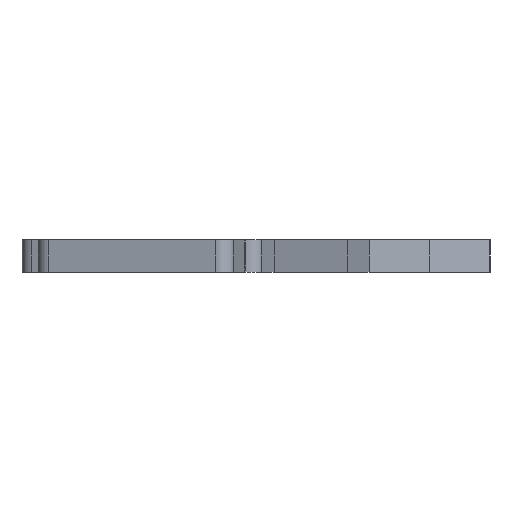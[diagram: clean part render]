
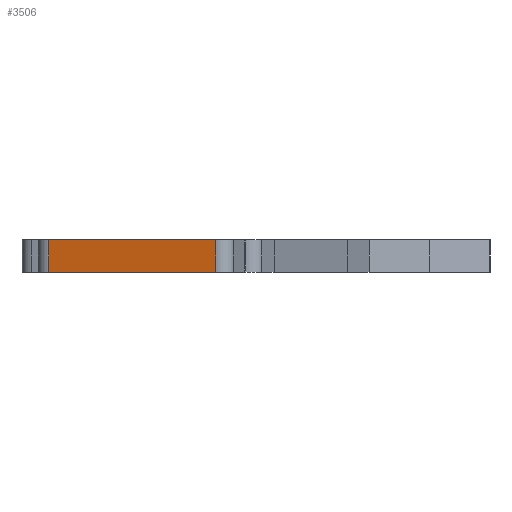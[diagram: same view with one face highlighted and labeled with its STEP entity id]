
A CAD part, left-side view. The second image highlights one B-rep face of the part: STEP entity #3506.
In plain terms, the highlighted planar face has unit normal (-0.966, 0.259, 0).
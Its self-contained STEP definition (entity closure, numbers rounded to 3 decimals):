
#213=PLANE('',#3703);
#390=FACE_OUTER_BOUND('',#590,.T.);
#590=EDGE_LOOP('',(#3230,#3231,#3232,#3233));
#805=LINE('',#5420,#1160);
#957=LINE('',#6208,#1312);
#958=LINE('',#6211,#1313);
#959=LINE('',#6212,#1314);
#1160=VECTOR('',#4179,10.);
#1312=VECTOR('',#4419,10.);
#1313=VECTOR('',#4422,10.);
#1314=VECTOR('',#4423,10.);
#1678=VERTEX_POINT('',#5411);
#1679=VERTEX_POINT('',#5419);
#1802=VERTEX_POINT('',#6200);
#1803=VERTEX_POINT('',#6210);
#2114=EDGE_CURVE('',#1678,#1679,#805,.T.);
#2305=EDGE_CURVE('',#1802,#1679,#957,.T.);
#2306=EDGE_CURVE('',#1802,#1803,#958,.T.);
#2307=EDGE_CURVE('',#1803,#1678,#959,.T.);
#3230=ORIENTED_EDGE('',*,*,#2306,.F.);
#3231=ORIENTED_EDGE('',*,*,#2305,.T.);
#3232=ORIENTED_EDGE('',*,*,#2114,.F.);
#3233=ORIENTED_EDGE('',*,*,#2307,.F.);
#3506=ADVANCED_FACE('',(#390),#213,.T.);
#3703=AXIS2_PLACEMENT_3D('',#6209,#4420,#4421);
#4179=DIRECTION('',(-0.259,-0.966,0.));
#4419=DIRECTION('',(0.,0.,1.));
#4420=DIRECTION('center_axis',(-0.966,0.259,0.));
#4421=DIRECTION('ref_axis',(-0.259,-0.966,0.));
#4422=DIRECTION('',(0.259,0.966,0.));
#4423=DIRECTION('',(0.,0.,1.));
#5411=CARTESIAN_POINT('',(18.72,134.218,9.));
#5419=CARTESIAN_POINT('',(6.167,87.368,9.));
#5420=CARTESIAN_POINT('',(6.167,87.368,9.));
#6200=CARTESIAN_POINT('',(6.167,87.368,0.));
#6208=CARTESIAN_POINT('',(6.167,87.368,0.));
#6209=CARTESIAN_POINT('Origin',(18.72,134.218,0.));
#6210=CARTESIAN_POINT('',(18.72,134.218,0.));
#6211=CARTESIAN_POINT('',(6.167,87.368,0.));
#6212=CARTESIAN_POINT('',(18.72,134.218,0.));
